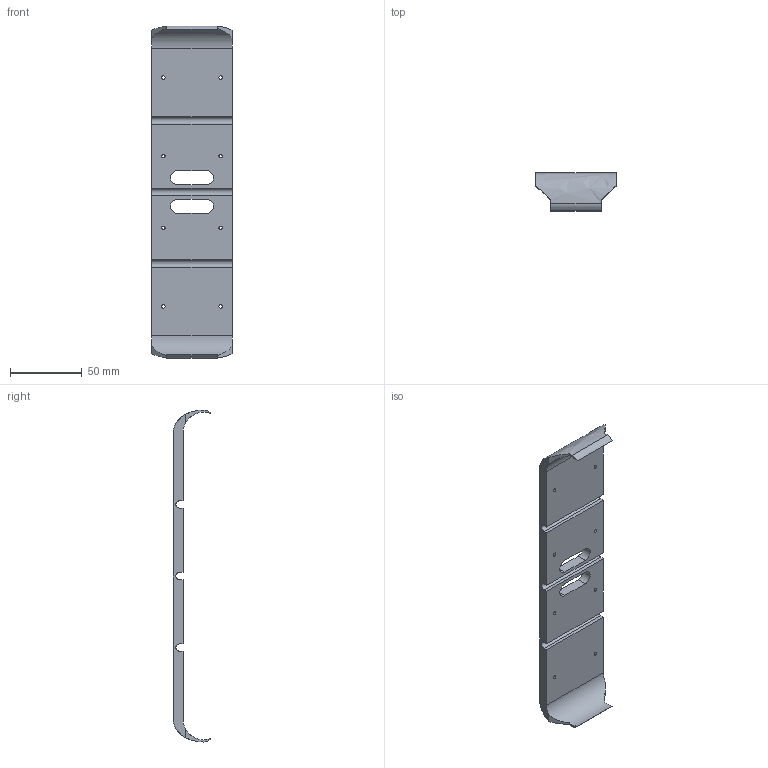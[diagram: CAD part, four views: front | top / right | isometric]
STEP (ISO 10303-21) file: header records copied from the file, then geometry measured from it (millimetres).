
FILE_DESCRIPTION (( 'STEP AP214' ), '1' );
FILE_NAME ('Êðûøêà.STEP', '2025-10-22T08:46:21', ( '' ), ( '' ), 'SwSTEP 2.0', 'SolidWorks 2024', '' );
FILE_SCHEMA (( 'AUTOMOTIVE_DESIGN' ));
Length unit declared in the file: millimetre
Products named in the file (1): Крышка
Bounding box: 56 x 26.5 x 232 mm (x, y, z)
Volume: 81941.6 mm3; surface area: 33039.7 mm2
Topology: 1 solids, 1 shells, 71 faces, 191 edges, 122 vertices
Faces by surface type: cylinder 28, plane 25, cone 16, bspline 2
Entity records: 2322 total; most frequent: CARTESIAN_POINT 463, DIRECTION 391, ORIENTED_EDGE 382, EDGE_CURVE 191, AXIS2_PLACEMENT_3D 146, VERTEX_POINT 122, VECTOR 99, LINE 99
